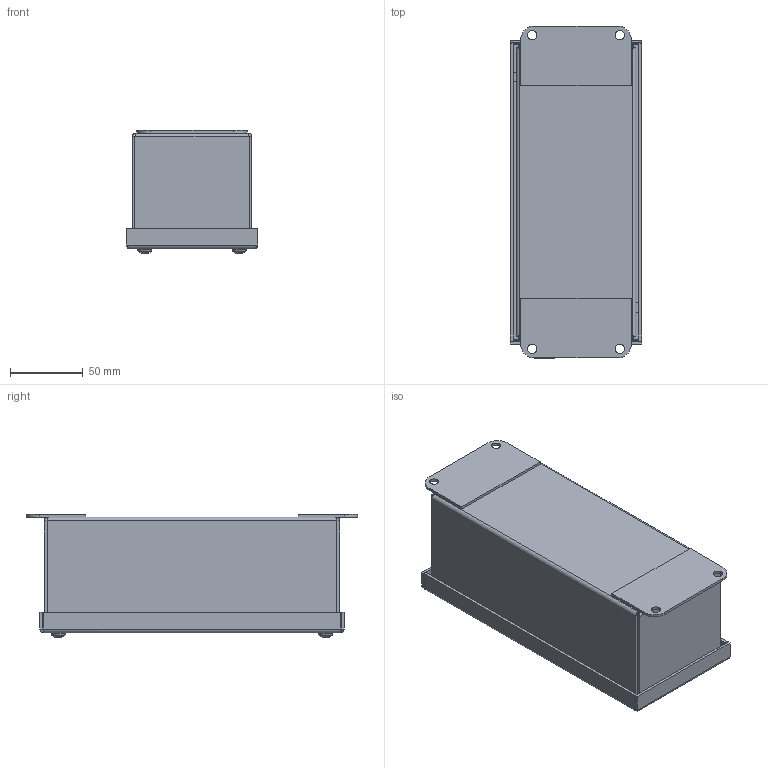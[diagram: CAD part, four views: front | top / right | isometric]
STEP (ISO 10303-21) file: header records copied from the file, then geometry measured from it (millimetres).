
FILE_DESCRIPTION(/* description */ ('WASHER,RETAINING,NYLON,.453 OD'),/* implementation_level */ '2;1');
FILE_NAME(/* name */ 'PB3BC.stp',/* time_stamp */ '2017-01-30T21:59:33+05:00',/* author */ ('bjayachandran'),/* organization */ ('HUBBELL-WIEGMANN'),/* preprocessor_version */ 'ST-DEVELOPER v16.1',/* originating_system */ 'Autodesk Inventor 2016',/* authorisation */ 'MATTHEW SUMMERS');
FILE_SCHEMA (('AUTOMOTIVE_DESIGN { 1 0 10303 214 3 1 1 }'));
Length unit declared in the file: inch
Products named in the file (9): 39077; 316257; 372163; PB3BCBKP; 34984; 38837; 3487; PB3BCLID; PB3BC
Assembly tree (20 placements, depth 2):
  PB3BC
    39077  x4
    316257  x2
    372163  x4
    PB3BCBKP
    34984  x4
    38837  x2
    3487  x2
    PB3BCLID
Bounding box: 90.49 x 228.6 x 84.99 mm (x, y, z)
Volume: 209472.1 mm3; surface area: 212265.6 mm2
Topology: 20 solids, 20 shells, 488 faces, 1172 edges, 738 vertices
Faces by surface type: plane 278, cylinder 96, cone 66, torus 24, bspline 20, sphere 4
Full cylindrical faces by diameter (mm): 3.962 x4, 4.826 x6, 4.978 x4, 6.299 x4, 6.35 x6, 6.525 x4, 7.061 x4, 7.137 x4, 7.95 x4, 9.474 x4, 10.312 x4, 11.506 x4
Entity records: 7870 total; most frequent: CARTESIAN_POINT 2109, DIRECTION 1080, ORIENTED_EDGE 1066, EDGE_CURVE 533, AXIS2_PLACEMENT_3D 376, VERTEX_POINT 337, LINE 328, VECTOR 328
